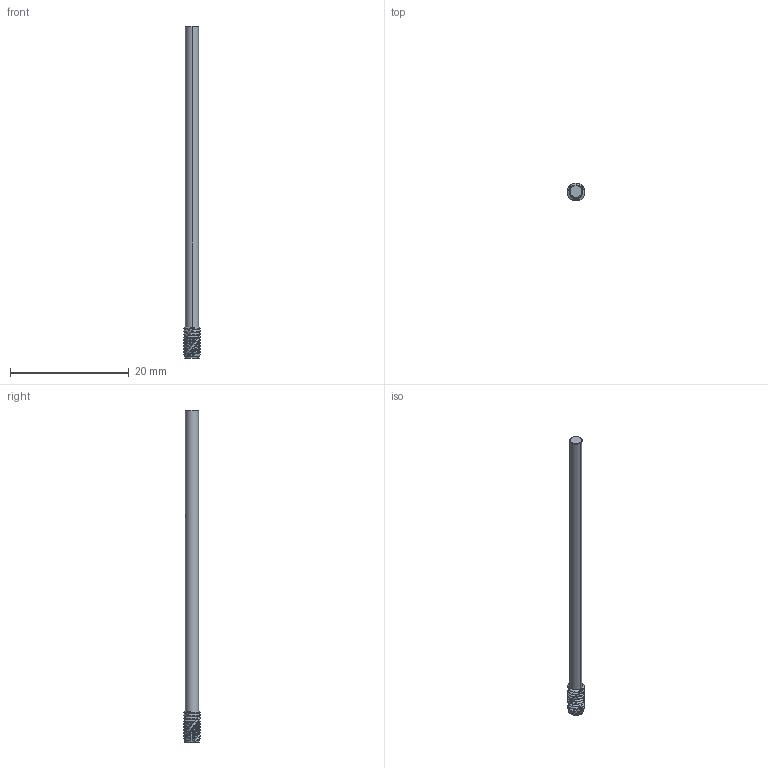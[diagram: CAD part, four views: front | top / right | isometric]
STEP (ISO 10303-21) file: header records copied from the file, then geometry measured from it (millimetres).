
FILE_DESCRIPTION(('no description'),'unknown implementation level');
FILE_NAME('solidFT7IP2BvvUC6Z7zBongNTCqxZT0_1.STP',' ',('CIM GmbH Aachen'),('CADClick - KiM GmbH - www.kimweb.de'),'unknown preprocess','ACIS','unknown authorization');
FILE_SCHEMA(('automotive_design'));
Length unit declared in the file: millimetre
Products named in the file (2): 1; 2
Bounding box: 3 x 3 x 56 mm (x, y, z)
Volume: 220.7 mm3; surface area: 502.8 mm2
Topology: 2 solids, 2 shells, 231 faces, 644 edges, 416 vertices
Faces by surface type: cone 116, cylinder 97, plane 9, bspline 6, revolution 3
Entity records: 17996 total; most frequent: CARTESIAN_POINT 5246, STYLED_ITEM 1292, PRESENTATION_STYLE_ASSIGNMENT 1292, COLOUR_RGB 1292, ORIENTED_EDGE 1286, DIRECTION 1058, EDGE_CURVE 643, CURVE_STYLE 643
